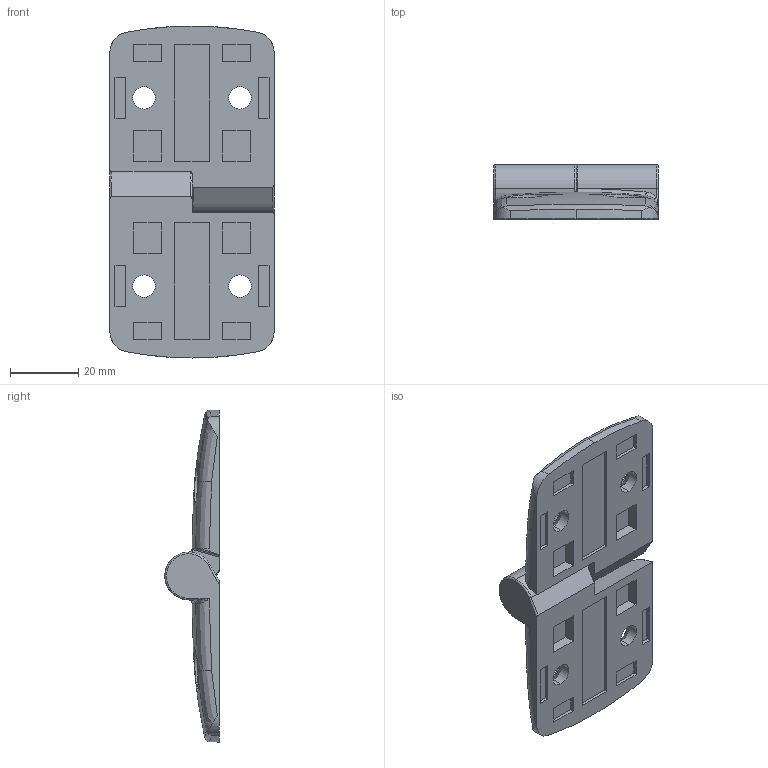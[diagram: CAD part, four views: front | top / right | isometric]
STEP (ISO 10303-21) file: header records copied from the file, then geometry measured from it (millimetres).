
FILE_DESCRIPTION (( 'STEP AP214' ), '1' );
FILE_NAME ('095k5050L00.STEP', '2014-08-13T12:51:09', ( '' ), ( '' ), 'SwSTEP 2.0', 'SolidWorks 2014', '' );
FILE_SCHEMA (( 'AUTOMOTIVE_DESIGN' ));
Length unit declared in the file: millimetre
Products named in the file (2): 095k50L00_095 k 50 l00; 095k5050L00
Assembly tree (2 placements, depth 2):
  095k5050L00
    095k50L00_095 k 50 l00  x2
Bounding box: 48 x 15.9 x 97 mm (x, y, z)
Volume: 28178.9 mm3; surface area: 13649.4 mm2
Topology: 2 solids, 2 shells, 178 faces, 448 edges, 284 vertices
Faces by surface type: plane 86, cylinder 42, bspline 30, torus 12, cone 8
Entity records: 3265 total; most frequent: CARTESIAN_POINT 1190, ORIENTED_EDGE 446, DIRECTION 373, EDGE_CURVE 223, VERTEX_POINT 142, AXIS2_PLACEMENT_3D 126, VECTOR 121, LINE 121
